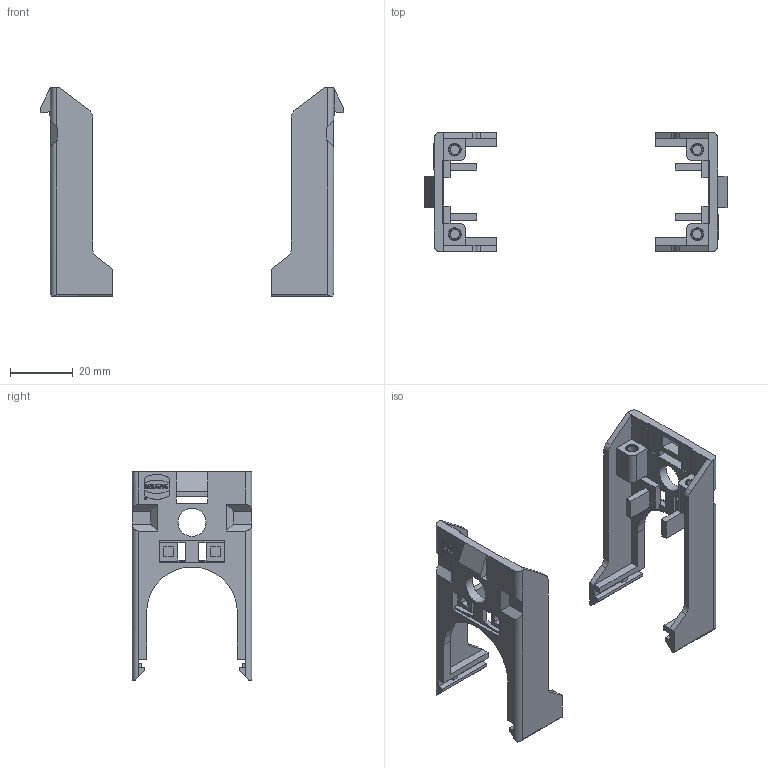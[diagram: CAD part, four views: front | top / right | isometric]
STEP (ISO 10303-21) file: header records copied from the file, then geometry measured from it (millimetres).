
FILE_DESCRIPTION(/* description */ (''),/* implementation_level */ '2;1');
FILE_NAME(/* name */ '100094769ugm000_b.stp',/* time_stamp */ '2018-03-22T13:17:32+01:00',/* author */ (''),/* organization */ (''),/* preprocessor_version */ 'ST-DEVELOPER v16',/* originating_system */ 'SIEMENS PLM Software NX 10.0',/* authorisation */ '');
FILE_SCHEMA (('AUTOMOTIVE_DESIGN { 1 0 10303 214 3 1 1 1 }'));
Length unit declared in the file: millimetre
Products named in the file (1): 100094769ugm000_b
Bounding box: 96.5 x 38.2 x 66.75 mm (x, y, z)
Volume: 16618.8 mm3; surface area: 16325.8 mm2
Topology: 2 solids, 2 shells, 512 faces, 1374 edges, 910 vertices
Faces by surface type: plane 448, cylinder 42, bspline 18, cone 4
Full cylindrical faces by diameter (mm): 0.603 x2, 0.789 x2, 3 x4, 3.25 x4, 9 x2
Entity records: 18038 total; most frequent: CARTESIAN_POINT 3769, ORIENTED_EDGE 2704, DIRECTION 2390, EDGE_CURVE 1352, LINE 1224, VECTOR 1224, VERTEX_POINT 904, EDGE_LOOP 588
